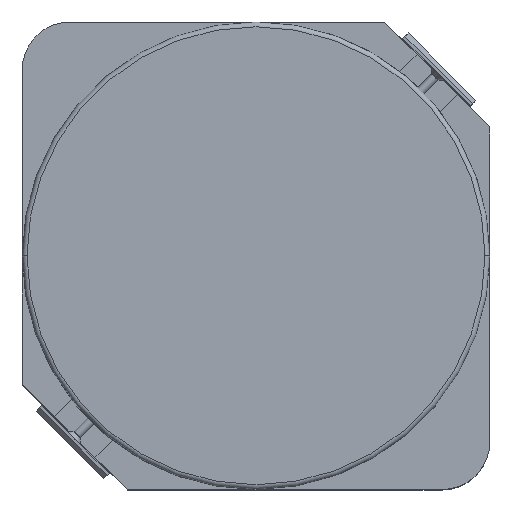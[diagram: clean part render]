
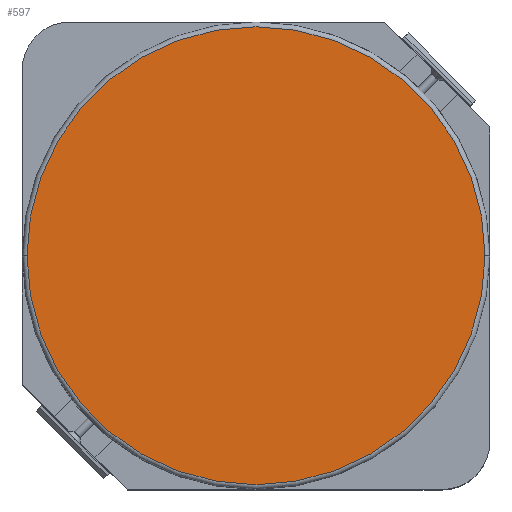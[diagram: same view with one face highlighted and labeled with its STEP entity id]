
A CAD part, top view. The second image highlights one B-rep face of the part: STEP entity #597.
In plain terms, the highlighted planar face has unit normal (0, 0, 1).
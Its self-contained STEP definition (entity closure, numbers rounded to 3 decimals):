
#36 = FACE_OUTER_BOUND ( 'NONE', #2812, .T. ) ;
#128 = ORIENTED_EDGE ( 'NONE', *, *, #1418, .T. ) ;
#134 = CARTESIAN_POINT ( 'NONE',  ( 2.4, 0., 3.1 ) ) ;
#427 = VERTEX_POINT ( 'NONE', #134 ) ;
#433 = AXIS2_PLACEMENT_3D ( 'NONE', #1440, #1927, #1220 ) ;
#439 = DIRECTION ( 'NONE',  ( 0., 0., 1. ) ) ;
#500 = EDGE_CURVE ( 'NONE', #427, #2375, #953, .T. ) ;
#570 = CARTESIAN_POINT ( 'NONE',  ( -2.4, 0., 3.1 ) ) ;
#597 = ADVANCED_FACE ( 'NONE', ( #36 ), #1627, .T. ) ;
#953 = CIRCLE ( 'NONE', #1238, 2.4 ) ;
#1220 = DIRECTION ( 'NONE',  ( 1., 0., 0. ) ) ;
#1238 = AXIS2_PLACEMENT_3D ( 'NONE', #1893, #3067, #1639 ) ;
#1418 = EDGE_CURVE ( 'NONE', #2375, #427, #2099, .T. ) ;
#1440 = CARTESIAN_POINT ( 'NONE',  ( 0., 0., 3.1 ) ) ;
#1627 = PLANE ( 'NONE',  #2693 ) ;
#1639 = DIRECTION ( 'NONE',  ( 1., 0., 0. ) ) ;
#1893 = CARTESIAN_POINT ( 'NONE',  ( 0., 0., 3.1 ) ) ;
#1927 = DIRECTION ( 'NONE',  ( 0., 0., 1. ) ) ;
#2099 = CIRCLE ( 'NONE', #433, 2.4 ) ;
#2375 = VERTEX_POINT ( 'NONE', #570 ) ;
#2551 = ORIENTED_EDGE ( 'NONE', *, *, #500, .T. ) ;
#2591 = DIRECTION ( 'NONE',  ( 1., 0., 0. ) ) ;
#2693 = AXIS2_PLACEMENT_3D ( 'NONE', #2814, #439, #2591 ) ;
#2812 = EDGE_LOOP ( 'NONE', ( #2551, #128 ) ) ;
#2814 = CARTESIAN_POINT ( 'NONE',  ( 0., 0., 3.1 ) ) ;
#3067 = DIRECTION ( 'NONE',  ( 0., 0., 1. ) ) ;
